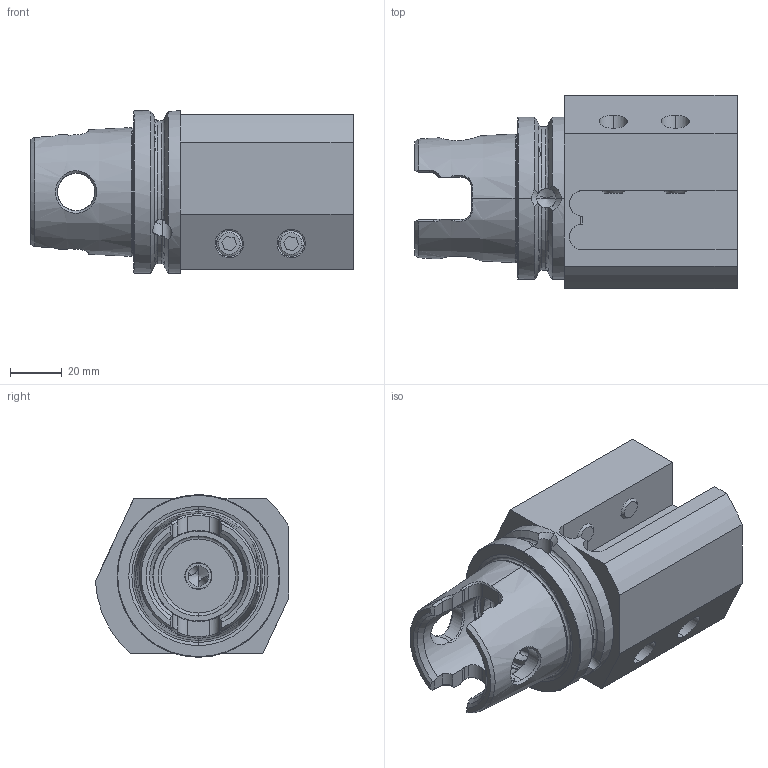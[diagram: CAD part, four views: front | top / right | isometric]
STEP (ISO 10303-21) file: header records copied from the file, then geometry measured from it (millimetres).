
FILE_DESCRIPTION (( 'STEP AP203' ), '1' );
FILE_NAME ('KY6.V20.L22.085.STEP', '2018-02-14T09:11:58', ( 'SWIAdmin' ), ( 'Hewlett-Packard Company' ), 'SwSTEP 2.0', 'SolidWorks 2017', '' );
FILE_SCHEMA (( 'CONFIG_CONTROL_DESIGN' ));
Length unit declared in the file: millimetre
Products named in the file (7): DIN 3771 - 8x1.5; KY6.V20.L22.085; KU1-U12.003.010_A; KY6-V20.L22.085_A; KU1-U12.002.010_A; ISO 4026 - M10 x 20; KU1-U12.002.010
Assembly tree (10 placements, depth 3):
  KY6.V20.L22.085
    KY6-V20.L22.085_A
    ISO 4026 - M10 x 20  x4
    KU1-U12.002.010  x2
      KU1-U12.003.010_A
      KU1-U12.002.010_A
      DIN 3771 - 8x1.5
Bounding box: 124.95 x 74.95 x 62.95 mm (x, y, z)
Volume: 280217.4 mm3; surface area: 53556.4 mm2
Topology: 11 solids, 11 shells, 399 faces, 1032 edges, 639 vertices
Faces by surface type: plane 124, cylinder 109, cone 102, bspline 30, torus 26, sphere 8
Entity records: 12485 total; most frequent: CARTESIAN_POINT 4646, ORIENTED_EDGE 1548, DIRECTION 1359, EDGE_CURVE 774, AXIS2_PLACEMENT_3D 545, VERTEX_POINT 485, EDGE_LOOP 327, ADVANCED_FACE 302
